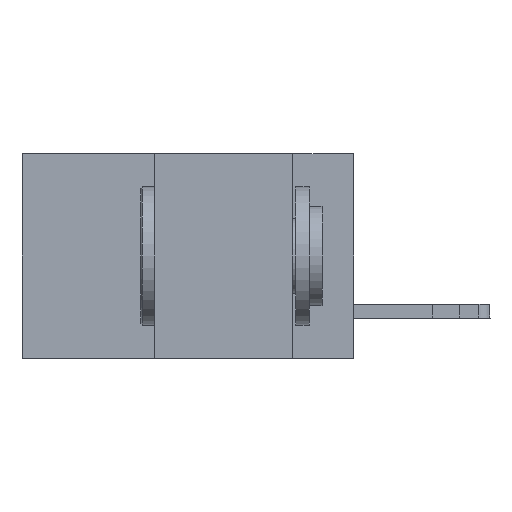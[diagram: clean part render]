
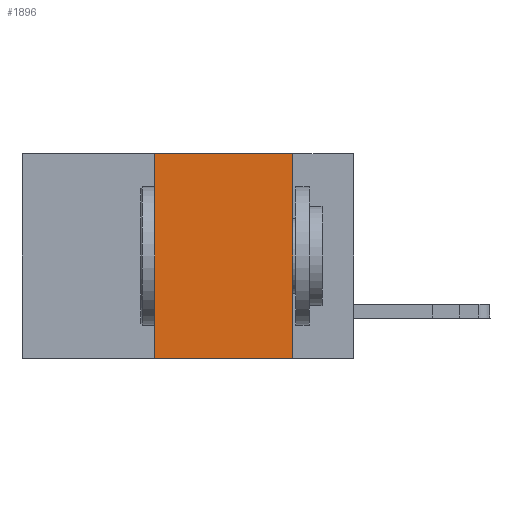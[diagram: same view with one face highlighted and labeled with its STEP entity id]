
A CAD part, left-side view. The second image highlights one B-rep face of the part: STEP entity #1896.
In plain terms, the highlighted planar face has unit normal (-1, 0, 0).
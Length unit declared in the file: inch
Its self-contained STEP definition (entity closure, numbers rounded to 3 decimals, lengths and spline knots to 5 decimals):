
#652 = CARTESIAN_POINT ( 'NONE',  ( 0., 0.36, -0.37 ) ) ;
#732 = DIRECTION ( 'NONE',  ( 1., 0., 0. ) ) ;
#867 = EDGE_CURVE ( 'NONE', #8754, #11560, #6532, .T. ) ;
#1221 = EDGE_CURVE ( 'NONE', #9747, #12328, #5043, .T. ) ;
#1896 = ADVANCED_FACE ( 'NONE', ( #8644 ), #9454, .F. ) ;
#2266 = CARTESIAN_POINT ( 'NONE',  ( 0., 0.36, 0. ) ) ;
#2712 = DIRECTION ( 'NONE',  ( 0., 0., 1. ) ) ;
#3334 = DIRECTION ( 'NONE',  ( 0., -1., 0. ) ) ;
#5043 = LINE ( 'NONE', #6628, #12227 ) ;
#5973 = CARTESIAN_POINT ( 'NONE',  ( 0., 0.36, 0. ) ) ;
#6034 = VECTOR ( 'NONE', #8366, 39.37008 ) ;
#6532 = LINE ( 'NONE', #2266, #13276 ) ;
#6628 = CARTESIAN_POINT ( 'NONE',  ( 0., 0.11, 0. ) ) ;
#6805 = ORIENTED_EDGE ( 'NONE', *, *, #15064, .F. ) ;
#6899 = LINE ( 'NONE', #12800, #16693 ) ;
#7430 = DIRECTION ( 'NONE',  ( 0., 0., -1. ) ) ;
#7509 = CARTESIAN_POINT ( 'NONE',  ( 0., 0.11, 0. ) ) ;
#7584 = CARTESIAN_POINT ( 'NONE',  ( 0., 0.6, 0. ) ) ;
#8366 = DIRECTION ( 'NONE',  ( 0., -1., 0. ) ) ;
#8644 = FACE_OUTER_BOUND ( 'NONE', #12658, .T. ) ;
#8754 = VERTEX_POINT ( 'NONE', #652 ) ;
#9454 = PLANE ( 'NONE',  #15590 ) ;
#9642 = LINE ( 'NONE', #9667, #6034 ) ;
#9667 = CARTESIAN_POINT ( 'NONE',  ( 0., 0.6, 0. ) ) ;
#9747 = VERTEX_POINT ( 'NONE', #7509 ) ;
#11560 = VERTEX_POINT ( 'NONE', #5973 ) ;
#12227 = VECTOR ( 'NONE', #14756, 39.37008 ) ;
#12328 = VERTEX_POINT ( 'NONE', #14383 ) ;
#12658 = EDGE_LOOP ( 'NONE', ( #13941, #6805, #16997, #16601 ) ) ;
#12800 = CARTESIAN_POINT ( 'NONE',  ( 0., 0.6, -0.37 ) ) ;
#13276 = VECTOR ( 'NONE', #2712, 39.37008 ) ;
#13941 = ORIENTED_EDGE ( 'NONE', *, *, #1221, .F. ) ;
#14383 = CARTESIAN_POINT ( 'NONE',  ( 0., 0.11, -0.37 ) ) ;
#14589 = EDGE_CURVE ( 'NONE', #8754, #12328, #6899, .T. ) ;
#14756 = DIRECTION ( 'NONE',  ( 0., 0., -1. ) ) ;
#15064 = EDGE_CURVE ( 'NONE', #11560, #9747, #9642, .T. ) ;
#15590 = AXIS2_PLACEMENT_3D ( 'NONE', #7584, #732, #7430 ) ;
#16601 = ORIENTED_EDGE ( 'NONE', *, *, #14589, .T. ) ;
#16693 = VECTOR ( 'NONE', #3334, 39.37008 ) ;
#16997 = ORIENTED_EDGE ( 'NONE', *, *, #867, .F. ) ;
